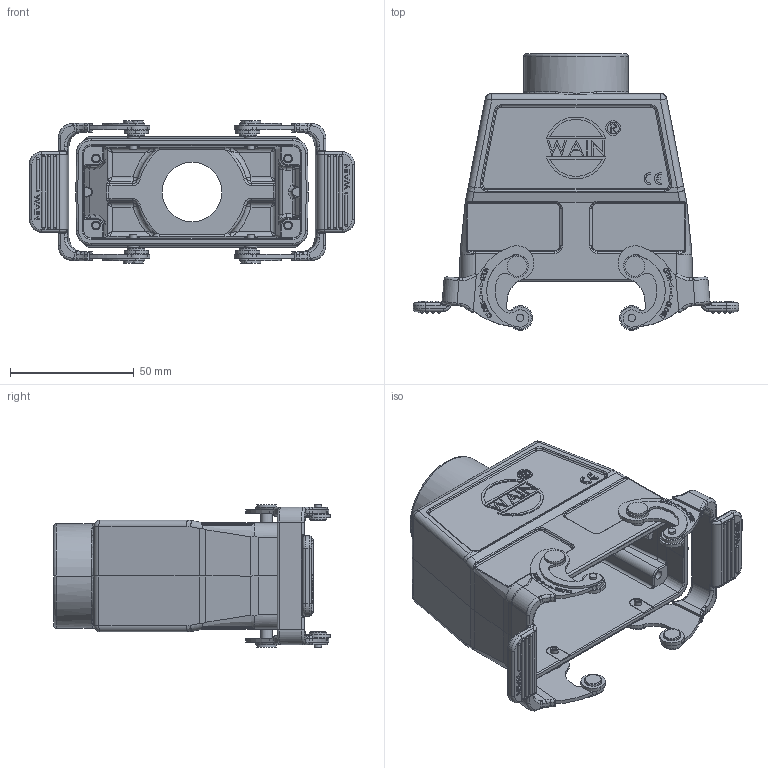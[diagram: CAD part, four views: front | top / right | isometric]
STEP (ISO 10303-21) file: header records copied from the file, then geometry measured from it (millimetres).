
FILE_DESCRIPTION(/* description */ (''),/* implementation_level */ '2;1');
FILE_NAME(/* name */ '3D_1240164415011_HV16B-TEH-2L_SC-PG21_V1.1.stp',/* time_stamp */ '2024-01-06T09:15:32+08:00',/* author */ (''),/* organization */ (''),/* preprocessor_version */ 'ST-DEVELOPER v18.1',/* originating_system */ 'SIEMENS PLM Software NX 1980',/* authorisation */ '');
FILE_SCHEMA (('AUTOMOTIVE_DESIGN { 1 0 10303 214 3 1 1 1 }'));
Products named in the file (1): 14590F483B6Atexa
Bounding box: 131.3 x 111.46 x 57.4 mm (x, y, z)
Volume: 104741.8 mm3; surface area: 59796.1 mm2
Topology: 5 solids, 5 shells, 1844 faces, 4836 edges, 3119 vertices
Faces by surface type: plane 836, cylinder 537, torus 194, bspline 95, extrusion 87, cone 51, sphere 44
Full cylindrical faces by diameter (mm): 1.9 x4, 3 x8, 4.9 x4, 5 x2, 8 x4, 24 x1, 26.9 x1
Entity records: 66633 total; most frequent: CARTESIAN_POINT 23265, ORIENTED_EDGE 9482, DIRECTION 8089, EDGE_CURVE 4741, VERTEX_POINT 3112, AXIS2_PLACEMENT_3D 2854, VECTOR 2381, LINE 2294
